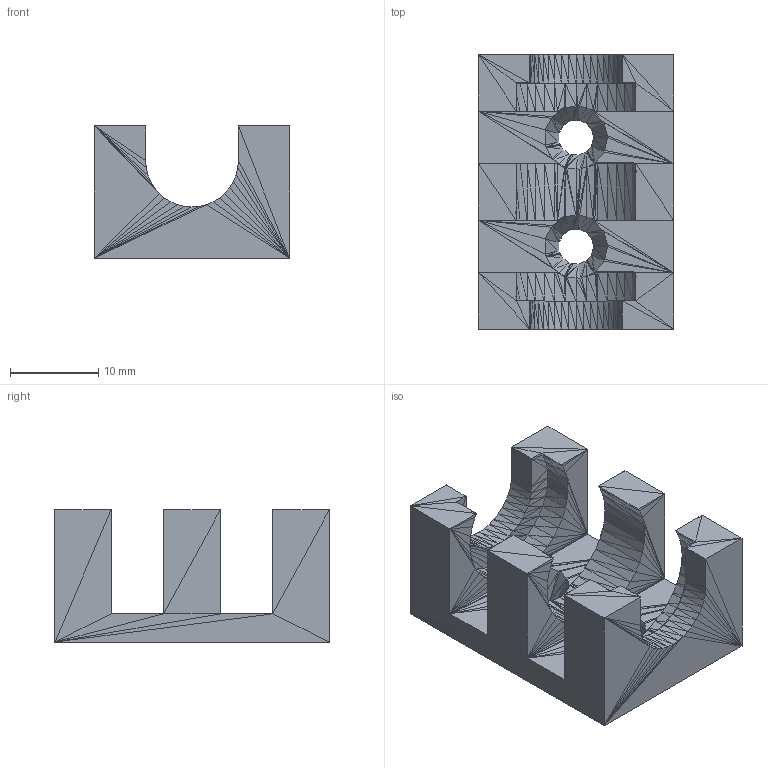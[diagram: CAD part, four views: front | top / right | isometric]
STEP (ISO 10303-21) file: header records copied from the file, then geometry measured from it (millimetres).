
FILE_DESCRIPTION(/* description */ (''),/* implementation_level */ '2;1');
FILE_NAME(/* name */ 'gregs-y-axis-holder.stl',/* time_stamp */ '2/21/2012 6:19:50 AM',/* author */ (''),/* organization */ (''),/* preprocessor_version */ 'STL2STEP V1.x',/* originating_system */ '',/* authorisation */ '');
FILE_SCHEMA (('AUTOMOTIVE_DESIGN { 1 0 10303 214 1 1 1 1 }'));
Length unit declared in the file: millimetre
Bounding box: 22.1 x 31.1 x 14.97 mm (x, y, z)
Surface area: 3437.6 mm2 (no closed solid volume)
Topology: 0 solids, 888 shells, 888 faces, 2664 edges, 442 vertices
Faces by surface type: plane 888
Entity records: 19970 total; most frequent: DIRECTION 2823, VECTOR 2664, LINE 2664, EDGE_CURVE 2664, ORIENTED_EDGE 2664, CARTESIAN_POINT 1582, AXIS2_PLACEMENT_3D 889, EDGE_LOOP 888
